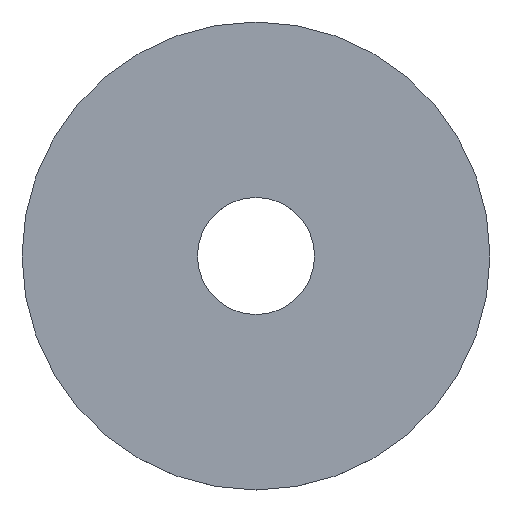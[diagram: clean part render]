
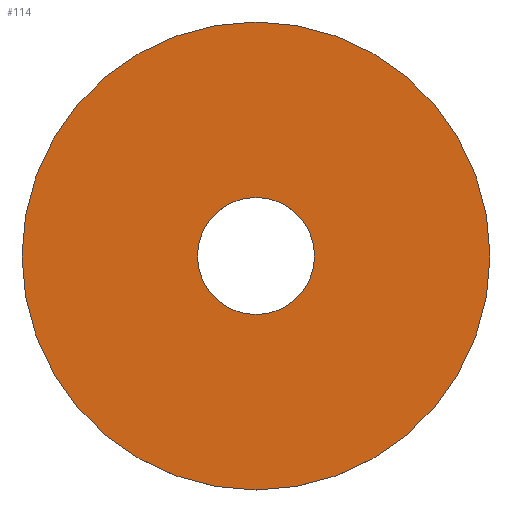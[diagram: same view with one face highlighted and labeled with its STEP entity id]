
A CAD part, top view. The second image highlights one B-rep face of the part: STEP entity #114.
In plain terms, the highlighted planar face has unit normal (0, 0, 1).
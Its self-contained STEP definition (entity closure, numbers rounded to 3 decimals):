
#4 = DIRECTION ( 'NONE',  ( 0., 0., 1. ) ) ;
#12 = DIRECTION ( 'NONE',  ( 0., 1., 0. ) ) ;
#13 = CIRCLE ( 'NONE', #119, 2.5 ) ;
#35 = EDGE_LOOP ( 'NONE', ( #51 ) ) ;
#45 = AXIS2_PLACEMENT_3D ( 'NONE', #144, #4, #62 ) ;
#51 = ORIENTED_EDGE ( 'NONE', *, *, #53, .T. ) ;
#52 = FACE_BOUND ( 'NONE', #35, .T. ) ;
#53 = EDGE_CURVE ( 'NONE', #76, #76, #13, .T. ) ;
#54 = CIRCLE ( 'NONE', #59, 10. ) ;
#59 = AXIS2_PLACEMENT_3D ( 'NONE', #151, #94, #111 ) ;
#62 = DIRECTION ( 'NONE',  ( 0., -1., 0. ) ) ;
#64 = CARTESIAN_POINT ( 'NONE',  ( 0., 2.5, 0.4 ) ) ;
#66 = CARTESIAN_POINT ( 'NONE',  ( 0., 10., 0.4 ) ) ;
#76 = VERTEX_POINT ( 'NONE', #64 ) ;
#78 = DIRECTION ( 'NONE',  ( 0., 0., -1. ) ) ;
#94 = DIRECTION ( 'NONE',  ( 0., 0., -1. ) ) ;
#98 = FACE_OUTER_BOUND ( 'NONE', #122, .T. ) ;
#111 = DIRECTION ( 'NONE',  ( 0., 1., 0. ) ) ;
#112 = PLANE ( 'NONE',  #45 ) ;
#114 = ADVANCED_FACE ( 'NONE', ( #52, #98 ), #112, .T. ) ;
#119 = AXIS2_PLACEMENT_3D ( 'NONE', #168, #78, #12 ) ;
#122 = EDGE_LOOP ( 'NONE', ( #133 ) ) ;
#133 = ORIENTED_EDGE ( 'NONE', *, *, #162, .F. ) ;
#143 = VERTEX_POINT ( 'NONE', #66 ) ;
#144 = CARTESIAN_POINT ( 'NONE',  ( 0., 2.5, 0.4 ) ) ;
#151 = CARTESIAN_POINT ( 'NONE',  ( 0., 0., 0.4 ) ) ;
#162 = EDGE_CURVE ( 'NONE', #143, #143, #54, .T. ) ;
#168 = CARTESIAN_POINT ( 'NONE',  ( 0., 0., 0.4 ) ) ;
